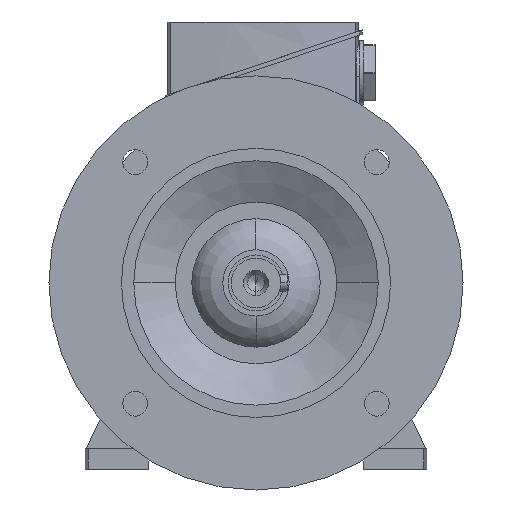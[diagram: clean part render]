
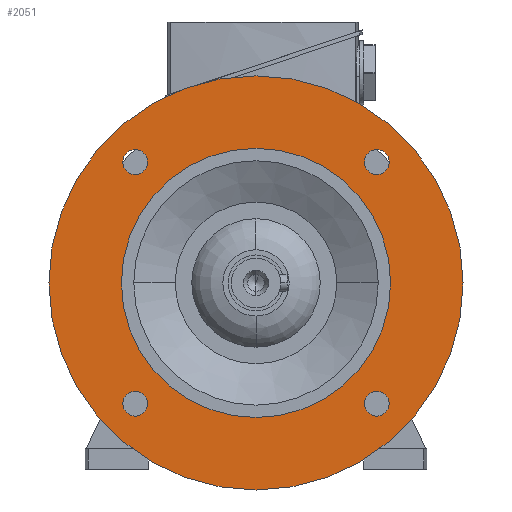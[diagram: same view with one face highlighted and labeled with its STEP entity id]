
A CAD part, left-side view. The second image highlights one B-rep face of the part: STEP entity #2051.
In plain terms, the highlighted planar face has unit normal (-1, 0, 0).
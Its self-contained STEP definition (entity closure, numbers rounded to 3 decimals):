
#2051=ADVANCED_FACE('',(#4145,#4146,#4147,#4148,#4149,#4150),#4151,.T.);
#4145=FACE_BOUND('',#6246,.T.);
#4146=FACE_BOUND('',#6247,.T.);
#4147=FACE_BOUND('',#6248,.T.);
#4148=FACE_BOUND('',#6249,.T.);
#4149=FACE_OUTER_BOUND('',#6250,.T.);
#4150=FACE_BOUND('',#6251,.T.);
#4151=PLANE('',#6252);
#6246=EDGE_LOOP('',(#12789,#12790));
#6247=EDGE_LOOP('',(#12791,#12792));
#6248=EDGE_LOOP('',(#12793,#12794));
#6249=EDGE_LOOP('',(#12795,#12796));
#6250=EDGE_LOOP('',(#12797,#12798));
#6251=EDGE_LOOP('',(#12799,#12800));
#6252=AXIS2_PLACEMENT_3D('',#12801,#12802,#12803);
#12789=ORIENTED_EDGE('',*,*,#15395,.T.);
#12790=ORIENTED_EDGE('',*,*,#12918,.T.);
#12791=ORIENTED_EDGE('',*,*,#15398,.T.);
#12792=ORIENTED_EDGE('',*,*,#12913,.T.);
#12793=ORIENTED_EDGE('',*,*,#15401,.T.);
#12794=ORIENTED_EDGE('',*,*,#12908,.T.);
#12795=ORIENTED_EDGE('',*,*,#15404,.T.);
#12796=ORIENTED_EDGE('',*,*,#12903,.T.);
#12797=ORIENTED_EDGE('',*,*,#12871,.F.);
#12798=ORIENTED_EDGE('',*,*,#15457,.F.);
#12799=ORIENTED_EDGE('',*,*,#12878,.T.);
#12800=ORIENTED_EDGE('',*,*,#15455,.T.);
#12801=CARTESIAN_POINT('',(-34.5,82.5,0.0));
#12802=DIRECTION('',(-1.0,0.0,0.0));
#12803=DIRECTION('',(0.0,-1.0,0.0));
#12871=EDGE_CURVE('',#15481,#15484,#15485,.T.);
#12878=EDGE_CURVE('',#15491,#15495,#15497,.T.);
#12903=EDGE_CURVE('',#15541,#15538,#15542,.T.);
#12908=EDGE_CURVE('',#15550,#15547,#15551,.T.);
#12913=EDGE_CURVE('',#15559,#15556,#15560,.T.);
#12918=EDGE_CURVE('',#15568,#15565,#15569,.T.);
#15395=EDGE_CURVE('',#15565,#15568,#19264,.T.);
#15398=EDGE_CURVE('',#15556,#15559,#19267,.T.);
#15401=EDGE_CURVE('',#15547,#15550,#19270,.T.);
#15404=EDGE_CURVE('',#15538,#15541,#19273,.T.);
#15455=EDGE_CURVE('',#15495,#15491,#19335,.T.);
#15457=EDGE_CURVE('',#15484,#15481,#19337,.T.);
#15481=VERTEX_POINT('',#19369);
#15484=VERTEX_POINT('',#19373);
#15485=CIRCLE('',#19374,100.0);
#15491=VERTEX_POINT('',#19381);
#15495=VERTEX_POINT('',#19386);
#15497=CIRCLE('',#19389,65.0);
#15538=VERTEX_POINT('',#19439);
#15541=VERTEX_POINT('',#19443);
#15542=CIRCLE('',#19444,6.0);
#15547=VERTEX_POINT('',#19450);
#15550=VERTEX_POINT('',#19454);
#15551=CIRCLE('',#19455,6.0);
#15556=VERTEX_POINT('',#19461);
#15559=VERTEX_POINT('',#19465);
#15560=CIRCLE('',#19466,6.0);
#15565=VERTEX_POINT('',#19472);
#15568=VERTEX_POINT('',#19476);
#15569=CIRCLE('',#19477,6.0);
#19264=CIRCLE('',#25865,6.0);
#19267=CIRCLE('',#25868,6.0);
#19270=CIRCLE('',#25871,6.0);
#19273=CIRCLE('',#25874,6.0);
#19335=CIRCLE('',#25976,65.0);
#19337=CIRCLE('',#25978,100.0);
#19369=CARTESIAN_POINT('',(-34.5,100.0,0.0));
#19373=CARTESIAN_POINT('',(-34.5,-100.0,0.));
#19374=AXIS2_PLACEMENT_3D('',#26014,#26015,#26016);
#19381=CARTESIAN_POINT('',(-34.5,65.0,0.0));
#19386=CARTESIAN_POINT('',(-34.5,-65.0,0.));
#19389=AXIS2_PLACEMENT_3D('',#26026,#26027,#26028);
#19439=CARTESIAN_POINT('',(-34.5,-62.579,62.579));
#19443=CARTESIAN_POINT('',(-34.5,-54.094,54.094));
#19444=AXIS2_PLACEMENT_3D('',#26073,#26074,#26075);
#19450=CARTESIAN_POINT('',(-34.5,62.579,62.579));
#19454=CARTESIAN_POINT('',(-34.5,54.094,54.094));
#19455=AXIS2_PLACEMENT_3D('',#26081,#26082,#26083);
#19461=CARTESIAN_POINT('',(-34.5,62.579,-62.579));
#19465=CARTESIAN_POINT('',(-34.5,54.094,-54.094));
#19466=AXIS2_PLACEMENT_3D('',#26089,#26090,#26091);
#19472=CARTESIAN_POINT('',(-34.5,-62.579,-62.579));
#19476=CARTESIAN_POINT('',(-34.5,-54.094,-54.094));
#19477=AXIS2_PLACEMENT_3D('',#26097,#26098,#26099);
#25865=AXIS2_PLACEMENT_3D('',#28839,#28840,#28841);
#25868=AXIS2_PLACEMENT_3D('',#28845,#28846,#28847);
#25871=AXIS2_PLACEMENT_3D('',#28851,#28852,#28853);
#25874=AXIS2_PLACEMENT_3D('',#28857,#28858,#28859);
#25976=AXIS2_PLACEMENT_3D('',#28905,#28906,#28907);
#25978=AXIS2_PLACEMENT_3D('',#28908,#28909,#28910);
#26014=CARTESIAN_POINT('',(-34.5,0.0,0.0));
#26015=DIRECTION('',(1.0,0.0,0.0));
#26016=DIRECTION('',(0.0,1.0,0.0));
#26026=CARTESIAN_POINT('',(-34.5,0.0,0.0));
#26027=DIRECTION('',(1.0,0.0,0.0));
#26028=DIRECTION('',(0.0,1.0,0.0));
#26073=CARTESIAN_POINT('',(-34.5,-58.336,58.336));
#26074=DIRECTION('',(1.0,0.0,-0.0));
#26075=DIRECTION('',(0.0,-0.707,0.707));
#26081=CARTESIAN_POINT('',(-34.5,58.336,58.336));
#26082=DIRECTION('',(1.0,0.0,-0.0));
#26083=DIRECTION('',(0.0,0.707,0.707));
#26089=CARTESIAN_POINT('',(-34.5,58.336,-58.336));
#26090=DIRECTION('',(1.0,-0.0,0.0));
#26091=DIRECTION('',(0.0,0.707,-0.707));
#26097=CARTESIAN_POINT('',(-34.5,-58.336,-58.336));
#26098=DIRECTION('',(1.0,0.0,0.0));
#26099=DIRECTION('',(0.0,-0.707,-0.707));
#28839=CARTESIAN_POINT('',(-34.5,-58.336,-58.336));
#28840=DIRECTION('',(1.0,0.0,0.0));
#28841=DIRECTION('',(0.0,-0.707,-0.707));
#28845=CARTESIAN_POINT('',(-34.5,58.336,-58.336));
#28846=DIRECTION('',(1.0,-0.0,0.0));
#28847=DIRECTION('',(0.0,0.707,-0.707));
#28851=CARTESIAN_POINT('',(-34.5,58.336,58.336));
#28852=DIRECTION('',(1.0,0.0,-0.0));
#28853=DIRECTION('',(0.0,0.707,0.707));
#28857=CARTESIAN_POINT('',(-34.5,-58.336,58.336));
#28858=DIRECTION('',(1.0,0.0,-0.0));
#28859=DIRECTION('',(0.0,-0.707,0.707));
#28905=CARTESIAN_POINT('',(-34.5,0.0,0.0));
#28906=DIRECTION('',(1.0,0.0,0.0));
#28907=DIRECTION('',(0.0,1.0,0.0));
#28908=CARTESIAN_POINT('',(-34.5,0.0,0.0));
#28909=DIRECTION('',(1.0,0.0,0.0));
#28910=DIRECTION('',(0.0,1.0,0.0));
